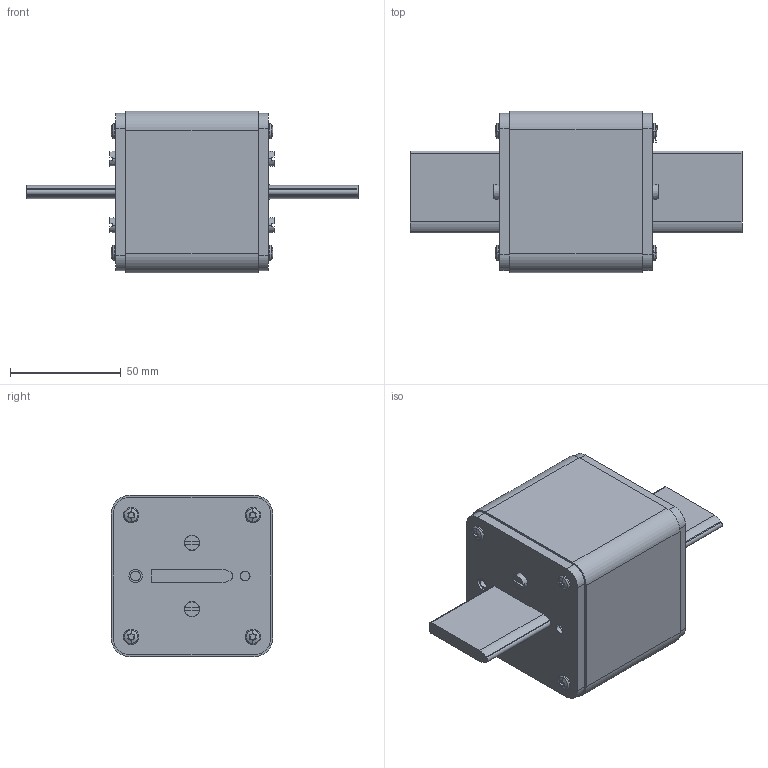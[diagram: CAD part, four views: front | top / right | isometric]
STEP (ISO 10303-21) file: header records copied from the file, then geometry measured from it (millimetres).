
FILE_DESCRIPTION((''),'2;1');
FILE_NAME('NV3_DC_1000V','2019-09-17T',('blaz.herman'),('Audax d.o.o.'),'CREO PARAMETRIC BY PTC INC, 2017480','CREO PARAMETRIC BY PTC INC, 2017480','');
FILE_SCHEMA(('CONFIG_CONTROL_DESIGN'));
Length unit declared in the file: millimetre
Products named in the file (1): NV3_DC_1000V
Bounding box: 150 x 73 x 73 mm (x, y, z)
Volume: 378929.4 mm3; surface area: 37227.6 mm2
Topology: 1 solids, 1 shells, 368 faces, 1073 edges, 710 vertices
Faces by surface type: cylinder 191, plane 118, torus 26, sphere 16, cone 14, bspline 3
Entity records: 19077 total; most frequent: CARTESIAN_POINT 9091, ORIENTED_EDGE 2114, DIRECTION 2078, EDGE_CURVE 1057, AXIS2_PLACEMENT_3D 830, VERTEX_POINT 710, CIRCLE 465, VECTOR 418
